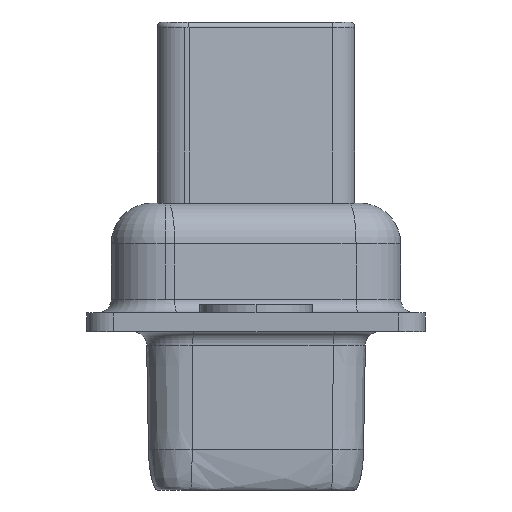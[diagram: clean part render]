
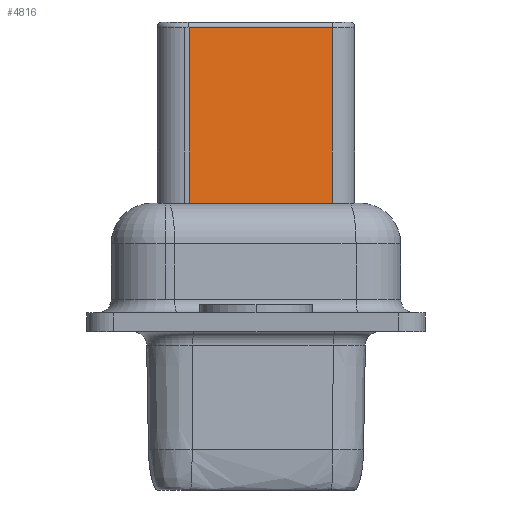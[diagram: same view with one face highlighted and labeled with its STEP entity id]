
A CAD part, left-side view. The second image highlights one B-rep face of the part: STEP entity #4816.
In plain terms, the highlighted planar face has unit normal (-0.985, -0.174, 0).
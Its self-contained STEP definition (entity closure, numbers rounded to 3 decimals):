
#3 = EDGE_CURVE ( 'NONE', #737, #1822, #481, .T. ) ;
#165 = CARTESIAN_POINT ( 'NONE',  ( -7.89, 2.476, 10.6 ) ) ;
#277 = VERTEX_POINT ( 'NONE', #1341 ) ;
#309 = ORIENTED_EDGE ( 'NONE', *, *, #444, .T. ) ;
#313 = EDGE_LOOP ( 'NONE', ( #2086, #1838, #309, #4457 ) ) ;
#444 = EDGE_CURVE ( 'NONE', #664, #737, #1194, .T. ) ;
#481 = LINE ( 'NONE', #3417, #4222 ) ;
#622 = AXIS2_PLACEMENT_3D ( 'NONE', #3981, #1316, #3180 ) ;
#664 = VERTEX_POINT ( 'NONE', #4427 ) ;
#737 = VERTEX_POINT ( 'NONE', #1873 ) ;
#793 = DIRECTION ( 'NONE',  ( 0., 0., -1. ) ) ;
#831 = DIRECTION ( 'NONE',  ( -0.174, 0.985, 0. ) ) ;
#1194 = LINE ( 'NONE', #1243, #1915 ) ;
#1243 = CARTESIAN_POINT ( 'NONE',  ( -7.89, 2.476, 17.1 ) ) ;
#1316 = DIRECTION ( 'NONE',  ( 0.985, 0.174, 0. ) ) ;
#1341 = CARTESIAN_POINT ( 'NONE',  ( -6.955, -2.824, 10.6 ) ) ;
#1528 = LINE ( 'NONE', #1941, #2664 ) ;
#1822 = VERTEX_POINT ( 'NONE', #3657 ) ;
#1838 = ORIENTED_EDGE ( 'NONE', *, *, #3598, .F. ) ;
#1873 = CARTESIAN_POINT ( 'NONE',  ( -7.89, 2.476, 17.1 ) ) ;
#1915 = VECTOR ( 'NONE', #831, 1000. ) ;
#1927 = DIRECTION ( 'NONE',  ( 0., 0., -1. ) ) ;
#1941 = CARTESIAN_POINT ( 'NONE',  ( -6.955, -2.824, 17.3 ) ) ;
#2035 = LINE ( 'NONE', #165, #3149 ) ;
#2086 = ORIENTED_EDGE ( 'NONE', *, *, #2579, .T. ) ;
#2579 = EDGE_CURVE ( 'NONE', #1822, #277, #2035, .T. ) ;
#2664 = VECTOR ( 'NONE', #793, 1000. ) ;
#3149 = VECTOR ( 'NONE', #3247, 1000. ) ;
#3180 = DIRECTION ( 'NONE',  ( -0.174, 0.985, 0. ) ) ;
#3203 = PLANE ( 'NONE',  #622 ) ;
#3247 = DIRECTION ( 'NONE',  ( 0.174, -0.985, 0. ) ) ;
#3417 = CARTESIAN_POINT ( 'NONE',  ( -7.89, 2.476, 17.3 ) ) ;
#3598 = EDGE_CURVE ( 'NONE', #664, #277, #1528, .T. ) ;
#3657 = CARTESIAN_POINT ( 'NONE',  ( -7.89, 2.476, 10.6 ) ) ;
#3981 = CARTESIAN_POINT ( 'NONE',  ( -7.89, 2.476, 17.3 ) ) ;
#4222 = VECTOR ( 'NONE', #1927, 1000. ) ;
#4427 = CARTESIAN_POINT ( 'NONE',  ( -6.955, -2.824, 17.1 ) ) ;
#4457 = ORIENTED_EDGE ( 'NONE', *, *, #3, .T. ) ;
#4694 = FACE_OUTER_BOUND ( 'NONE', #313, .T. ) ;
#4816 = ADVANCED_FACE ( 'NONE', ( #4694 ), #3203, .F. ) ;
